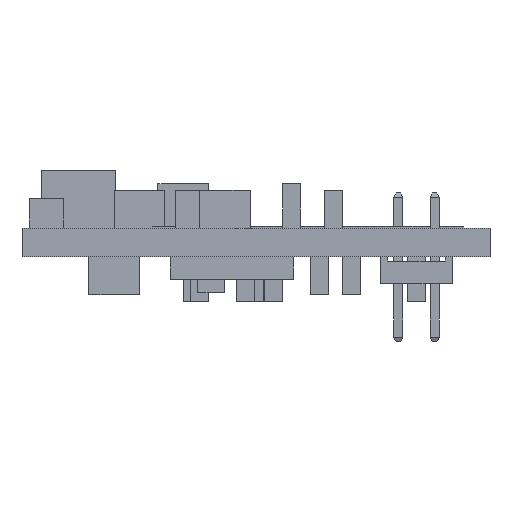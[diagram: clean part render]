
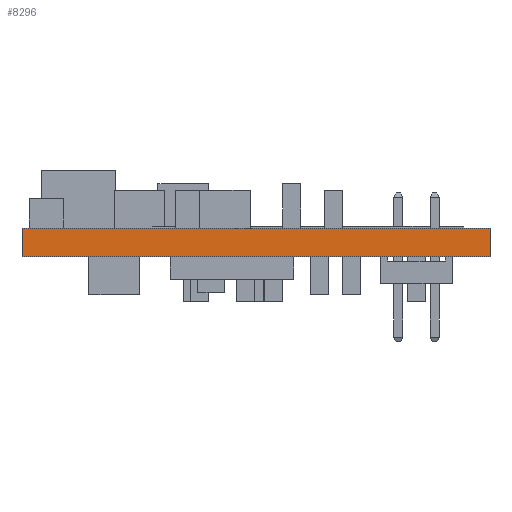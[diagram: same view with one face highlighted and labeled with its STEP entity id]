
A CAD part, front view. The second image highlights one B-rep face of the part: STEP entity #8296.
In plain terms, the highlighted planar face has unit normal (0.005, -1, 0).
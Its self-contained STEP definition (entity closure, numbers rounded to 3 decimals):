
#392=PLANE('',#9094);
#836=FACE_OUTER_BOUND('',#1280,.T.);
#1280=EDGE_LOOP('',(#5929,#5930,#5931,#5932));
#1931=LINE('',#12221,#2850);
#1932=LINE('',#12224,#2851);
#1933=LINE('',#12226,#2852);
#1934=LINE('',#12227,#2853);
#2850=VECTOR('',#10074,10.);
#2851=VECTOR('',#10077,10.);
#2852=VECTOR('',#10078,10.);
#2853=VECTOR('',#10079,10.);
#4004=VERTEX_POINT('',#12217);
#4005=VERTEX_POINT('',#12219);
#4006=VERTEX_POINT('',#12223);
#4007=VERTEX_POINT('',#12225);
#4771=EDGE_CURVE('',#4004,#4005,#1931,.T.);
#4772=EDGE_CURVE('',#4006,#4004,#1932,.T.);
#4773=EDGE_CURVE('',#4007,#4005,#1933,.T.);
#4774=EDGE_CURVE('',#4006,#4007,#1934,.T.);
#5929=ORIENTED_EDGE('',*,*,#4772,.T.);
#5930=ORIENTED_EDGE('',*,*,#4771,.T.);
#5931=ORIENTED_EDGE('',*,*,#4773,.F.);
#5932=ORIENTED_EDGE('',*,*,#4774,.F.);
#8296=ADVANCED_FACE('',(#836),#392,.T.);
#9094=AXIS2_PLACEMENT_3D('',#12222,#10075,#10076);
#10074=DIRECTION('',(0.,0.,1.));
#10075=DIRECTION('center_axis',(0.005,-1.,
0.));
#10076=DIRECTION('ref_axis',(1.,0.005,0.));
#10077=DIRECTION('',(1.,0.005,0.));
#10078=DIRECTION('',(1.,0.005,0.));
#10079=DIRECTION('',(0.,0.,1.));
#12217=CARTESIAN_POINT('',(25.781,0.127,0.));
#12219=CARTESIAN_POINT('',(25.781,0.127,1.572));
#12221=CARTESIAN_POINT('',(25.781,0.127,0.));
#12222=CARTESIAN_POINT('Origin',(0.,0.,0.));
#12223=CARTESIAN_POINT('',(0.,0.,0.));
#12224=CARTESIAN_POINT('',(0.,0.,0.));
#12225=CARTESIAN_POINT('',(0.,0.,1.572));
#12226=CARTESIAN_POINT('',(0.,0.,1.572));
#12227=CARTESIAN_POINT('',(0.,0.,0.));
